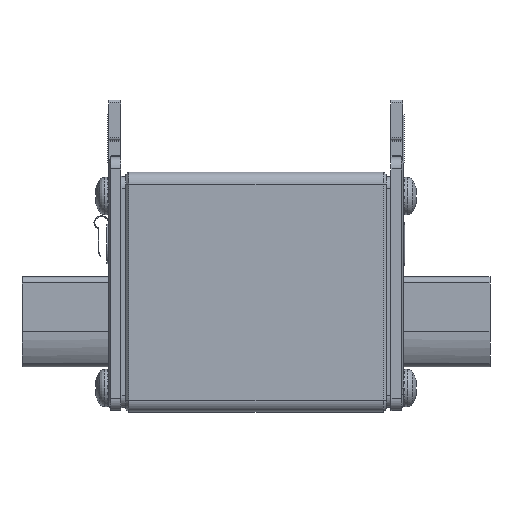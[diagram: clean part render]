
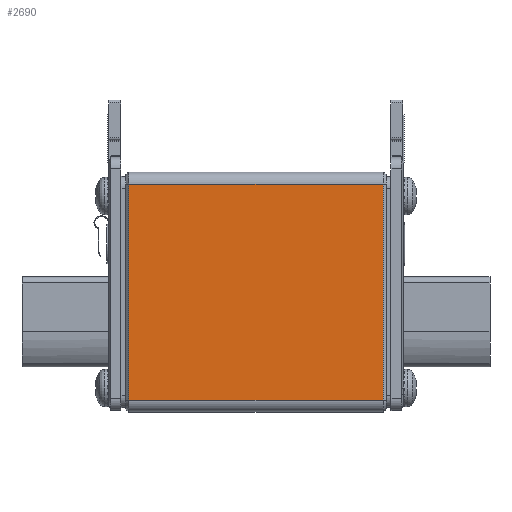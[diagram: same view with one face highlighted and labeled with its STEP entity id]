
A CAD part, left-side view. The second image highlights one B-rep face of the part: STEP entity #2690.
In plain terms, the highlighted face is planar.
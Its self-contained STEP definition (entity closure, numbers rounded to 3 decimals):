
#425=DIRECTION('',(0.,1.,0.));
#426=VECTOR('',#425,36.);
#427=CARTESIAN_POINT('',(-21.2,-18.,-10.35));
#428=LINE('',#427,#426);
#977=DIRECTION('',(0.,-1.,0.));
#978=VECTOR('',#977,36.);
#979=CARTESIAN_POINT('',(21.2,18.,-10.35));
#980=LINE('',#979,#978);
#1013=DIRECTION('',(1.,0.,0.));
#1014=VECTOR('',#1013,42.4);
#1015=CARTESIAN_POINT('',(-21.2,18.,-10.35));
#1016=LINE('',#1015,#1014);
#1020=DIRECTION('',(-1.,0.,0.));
#1021=VECTOR('',#1020,42.4);
#1022=CARTESIAN_POINT('',(21.2,-18.,-10.35));
#1023=LINE('',#1022,#1021);
#1983=CARTESIAN_POINT('',(-21.2,18.,-10.35));
#1984=VERTEX_POINT('',#1983);
#1987=CARTESIAN_POINT('',(-21.2,-18.,-10.35));
#1988=VERTEX_POINT('',#1987);
#2137=CARTESIAN_POINT('',(21.2,-18.,-10.35));
#2138=VERTEX_POINT('',#2137);
#2139=CARTESIAN_POINT('',(21.2,18.,-10.35));
#2140=VERTEX_POINT('',#2139);
#2678=CARTESIAN_POINT('',(-21.7,-20.,-10.35));
#2679=DIRECTION('',(0.,0.,-1.));
#2680=DIRECTION('',(0.,1.,0.));
#2681=AXIS2_PLACEMENT_3D('',#2678,#2679,#2680);
#2682=PLANE('',#2681);
#2683=ORIENTED_EDGE('',*,*,#2646,.F.);
#2684=ORIENTED_EDGE('',*,*,#2673,.F.);
#2685=ORIENTED_EDGE('',*,*,#2308,.F.);
#2687=ORIENTED_EDGE('',*,*,#2686,.F.);
#2688=EDGE_LOOP('',(#2683,#2684,#2685,#2687));
#2689=FACE_OUTER_BOUND('',#2688,.F.);
#2308=EDGE_CURVE('',#1988,#1984,#428,.T.);
#2646=EDGE_CURVE('',#2140,#2138,#980,.T.);
#2673=EDGE_CURVE('',#1984,#2140,#1016,.T.);
#2686=EDGE_CURVE('',#2138,#1988,#1023,.T.);
#2690=ADVANCED_FACE('',(#2689),#2682,.T.);
